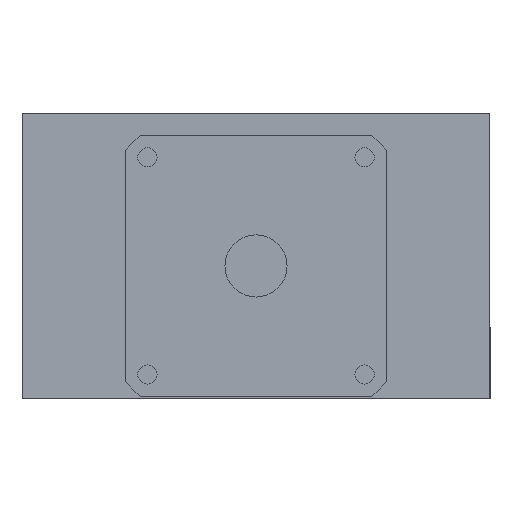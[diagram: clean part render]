
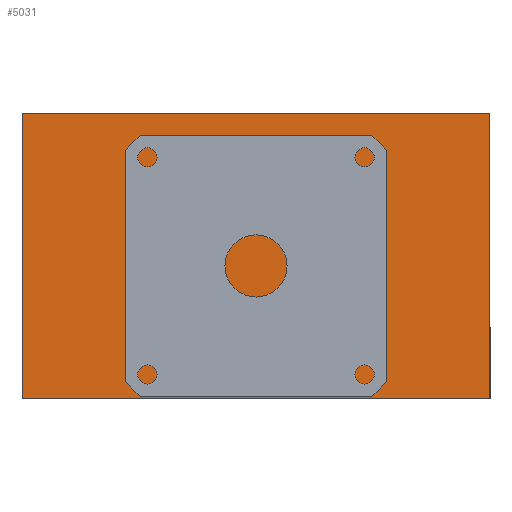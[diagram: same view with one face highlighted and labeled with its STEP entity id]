
A CAD part, front view. The second image highlights one B-rep face of the part: STEP entity #5031.
In plain terms, the highlighted planar face has unit normal (0, -1, 0).
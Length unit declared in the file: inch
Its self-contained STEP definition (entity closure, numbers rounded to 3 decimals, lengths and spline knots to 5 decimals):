
#4473=CARTESIAN_POINT('',(-0.31103,-0.495,-0.165));
#4474=VERTEX_POINT('',#4473);
#4490=CARTESIAN_POINT('',(-0.45003,-0.495,-0.165));
#4491=VERTEX_POINT('',#4490);
#4498=CARTESIAN_POINT('',(-0.38053,-0.495,-0.165));
#4499=DIRECTION('',(0.0,1.0,0.0));
#4500=DIRECTION('',(1.0,0.0,0.0));
#4501=AXIS2_PLACEMENT_3D('',#4498,#4499,#4500);
#4502=CIRCLE('',#4501,0.0695);
#4503=EDGE_CURVE('',#4474,#4491,#4502,.T.);
#4586=CARTESIAN_POINT('',(0.44947,-0.495,-0.165));
#4587=VERTEX_POINT('',#4586);
#4603=CARTESIAN_POINT('',(0.31047,-0.495,-0.165));
#4604=VERTEX_POINT('',#4603);
#4611=CARTESIAN_POINT('',(0.37997,-0.495,-0.165));
#4612=DIRECTION('',(0.0,1.0,0.0));
#4613=DIRECTION('',(1.0,0.0,0.0));
#4614=AXIS2_PLACEMENT_3D('',#4611,#4612,#4613);
#4615=CIRCLE('',#4614,0.0695);
#4616=EDGE_CURVE('',#4587,#4604,#4615,.T.);
#4699=CARTESIAN_POINT('',(-0.31103,-0.495,0.4405));
#4700=VERTEX_POINT('',#4699);
#4716=CARTESIAN_POINT('',(-0.45003,-0.495,0.4405));
#4717=VERTEX_POINT('',#4716);
#4724=CARTESIAN_POINT('',(-0.38053,-0.495,0.4405));
#4725=DIRECTION('',(0.0,1.0,0.0));
#4726=DIRECTION('',(1.0,0.0,0.0));
#4727=AXIS2_PLACEMENT_3D('',#4724,#4725,#4726);
#4728=CIRCLE('',#4727,0.0695);
#4729=EDGE_CURVE('',#4700,#4717,#4728,.T.);
#4812=CARTESIAN_POINT('',(0.44947,-0.495,0.4405));
#4813=VERTEX_POINT('',#4812);
#4829=CARTESIAN_POINT('',(0.31047,-0.495,0.4405));
#4830=VERTEX_POINT('',#4829);
#4837=CARTESIAN_POINT('',(0.37997,-0.495,0.4405));
#4838=DIRECTION('',(0.0,1.0,0.0));
#4839=DIRECTION('',(1.0,0.0,0.0));
#4840=AXIS2_PLACEMENT_3D('',#4837,#4838,#4839);
#4841=CIRCLE('',#4840,0.0695);
#4842=EDGE_CURVE('',#4813,#4830,#4841,.T.);
#4902=CARTESIAN_POINT('',(2.,-0.495,1.44));
#4903=VERTEX_POINT('',#4902);
#4904=CARTESIAN_POINT('',(-2.,-0.495,1.44));
#4905=VERTEX_POINT('',#4904);
#4906=CARTESIAN_POINT('',(2.,-0.495,1.44));
#4907=DIRECTION('',(-1.0,0.0,0.0));
#4908=VECTOR('',#4907,4.0);
#4909=LINE('',#4906,#4908);
#4910=EDGE_CURVE('',#4903,#4905,#4909,.T.);
#4942=CARTESIAN_POINT('',(-2.,-0.495,-1.));
#4943=VERTEX_POINT('',#4942);
#4944=CARTESIAN_POINT('',(-2.,-0.495,1.44));
#4945=DIRECTION('',(0.0,0.0,-1.0));
#4946=VECTOR('',#4945,2.43999);
#4947=LINE('',#4944,#4946);
#4948=EDGE_CURVE('',#4905,#4943,#4947,.T.);
#4968=CARTESIAN_POINT('',(0.,-0.495,0.));
#4969=DIRECTION('',(0.0,1.0,0.0));
#4970=DIRECTION('',(0.0,0.0,1.0));
#4971=AXIS2_PLACEMENT_3D('',#4968,#4969,#4970);
#4972=PLANE('',#4971);
#4973=ORIENTED_EDGE('',*,*,#4948,.T.);
#4974=CARTESIAN_POINT('',(2.,-0.495,-1.));
#4975=VERTEX_POINT('',#4974);
#4976=CARTESIAN_POINT('',(2.,-0.495,-1.));
#4977=DIRECTION('',(-1.0,0.0,0.0));
#4978=VECTOR('',#4977,4.);
#4979=LINE('',#4976,#4978);
#4980=EDGE_CURVE('',#4975,#4943,#4979,.T.);
#4981=ORIENTED_EDGE('',*,*,#4980,.F.);
#4982=CARTESIAN_POINT('',(2.,-0.495,-1.));
#4983=DIRECTION('',(0.0,0.0,1.0));
#4984=VECTOR('',#4983,2.43999);
#4985=LINE('',#4982,#4984);
#4986=EDGE_CURVE('',#4975,#4903,#4985,.T.);
#4987=ORIENTED_EDGE('',*,*,#4986,.T.);
#4988=ORIENTED_EDGE('',*,*,#4910,.T.);
#4989=EDGE_LOOP('',(#4973,#4981,#4987,#4988));
#4990=FACE_OUTER_BOUND('',#4989,.T.);
#4991=ORIENTED_EDGE('',*,*,#4842,.T.);
#4992=CARTESIAN_POINT('',(0.37997,-0.495,0.4405));
#4993=DIRECTION('',(0.0,1.0,0.0));
#4994=DIRECTION('',(1.0,0.0,0.0));
#4995=AXIS2_PLACEMENT_3D('',#4992,#4993,#4994);
#4996=CIRCLE('',#4995,0.0695);
#4997=EDGE_CURVE('',#4830,#4813,#4996,.T.);
#4998=ORIENTED_EDGE('',*,*,#4997,.T.);
#4999=EDGE_LOOP('',(#4991,#4998));
#5000=FACE_BOUND('',#4999,.T.);
#5001=ORIENTED_EDGE('',*,*,#4729,.T.);
#5002=CARTESIAN_POINT('',(-0.38053,-0.495,0.4405));
#5003=DIRECTION('',(0.0,1.0,0.0));
#5004=DIRECTION('',(1.0,0.0,0.0));
#5005=AXIS2_PLACEMENT_3D('',#5002,#5003,#5004);
#5006=CIRCLE('',#5005,0.0695);
#5007=EDGE_CURVE('',#4717,#4700,#5006,.T.);
#5008=ORIENTED_EDGE('',*,*,#5007,.T.);
#5009=EDGE_LOOP('',(#5001,#5008));
#5010=FACE_BOUND('',#5009,.T.);
#5011=ORIENTED_EDGE('',*,*,#4616,.T.);
#5012=CARTESIAN_POINT('',(0.37997,-0.495,-0.165));
#5013=DIRECTION('',(0.0,1.0,0.0));
#5014=DIRECTION('',(1.0,0.0,0.0));
#5015=AXIS2_PLACEMENT_3D('',#5012,#5013,#5014);
#5016=CIRCLE('',#5015,0.0695);
#5017=EDGE_CURVE('',#4604,#4587,#5016,.T.);
#5018=ORIENTED_EDGE('',*,*,#5017,.T.);
#5019=EDGE_LOOP('',(#5011,#5018));
#5020=FACE_BOUND('',#5019,.T.);
#5021=ORIENTED_EDGE('',*,*,#4503,.T.);
#5022=CARTESIAN_POINT('',(-0.38053,-0.495,-0.165));
#5023=DIRECTION('',(0.0,1.0,0.0));
#5024=DIRECTION('',(1.0,0.0,0.0));
#5025=AXIS2_PLACEMENT_3D('',#5022,#5023,#5024);
#5026=CIRCLE('',#5025,0.0695);
#5027=EDGE_CURVE('',#4491,#4474,#5026,.T.);
#5028=ORIENTED_EDGE('',*,*,#5027,.T.);
#5029=EDGE_LOOP('',(#5021,#5028));
#5030=FACE_BOUND('',#5029,.T.);
#5031=ADVANCED_FACE('',(#4990,#5000,#5010,#5020,#5030),#4972,.F.);
